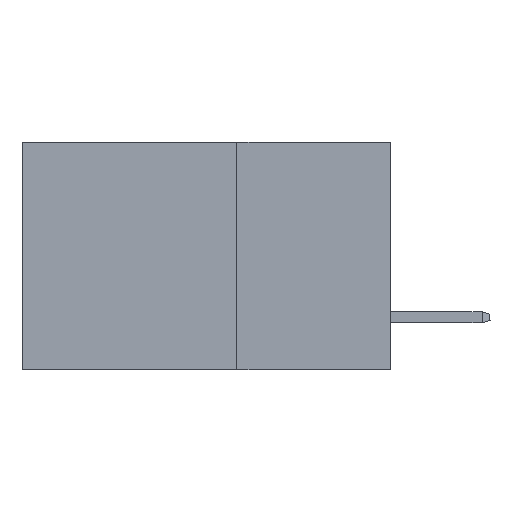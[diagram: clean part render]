
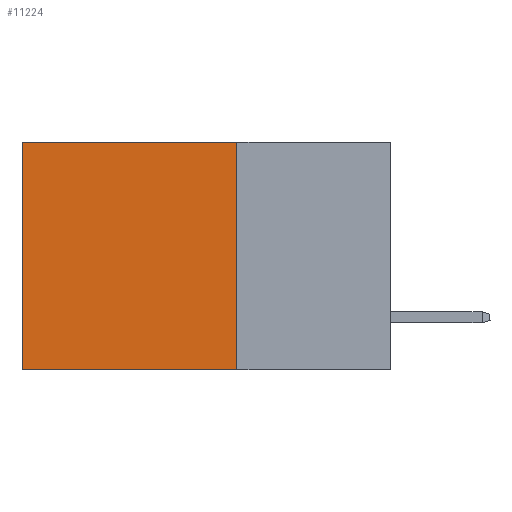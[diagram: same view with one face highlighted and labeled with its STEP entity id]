
A CAD part, left-side view. The second image highlights one B-rep face of the part: STEP entity #11224.
In plain terms, the highlighted planar face has unit normal (-1, 0, 0).
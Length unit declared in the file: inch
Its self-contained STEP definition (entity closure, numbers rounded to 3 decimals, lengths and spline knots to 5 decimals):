
#209 = EDGE_CURVE ( 'NONE', #4680, #24444, #21170, .T. ) ;
#2917 = EDGE_CURVE ( 'NONE', #9319, #4680, #5229, .T. ) ;
#3051 = VECTOR ( 'NONE', #18770, 39.37008 ) ;
#4364 = ORIENTED_EDGE ( 'NONE', *, *, #2917, .T. ) ;
#4511 = DIRECTION ( 'NONE',  ( 1., 0., 0. ) ) ;
#4680 = VERTEX_POINT ( 'NONE', #20547 ) ;
#4734 = DIRECTION ( 'NONE',  ( 0., 0., -1. ) ) ;
#4907 = LINE ( 'NONE', #17599, #9230 ) ;
#5229 = LINE ( 'NONE', #14535, #15763 ) ;
#6816 = CARTESIAN_POINT ( 'NONE',  ( 0.2875, 0.25, 0. ) ) ;
#7370 = LINE ( 'NONE', #17223, #16914 ) ;
#9230 = VECTOR ( 'NONE', #4734, 39.37008 ) ;
#9319 = VERTEX_POINT ( 'NONE', #6816 ) ;
#9694 = ORIENTED_EDGE ( 'NONE', *, *, #209, .T. ) ;
#9951 = EDGE_CURVE ( 'NONE', #11413, #24444, #7370, .T. ) ;
#11039 = PLANE ( 'NONE',  #27156 ) ;
#11122 = DIRECTION ( 'NONE',  ( 0., 0., -1. ) ) ;
#11224 = ADVANCED_FACE ( 'NONE', ( #11314 ), #11039, .F. ) ;
#11314 = FACE_OUTER_BOUND ( 'NONE', #18549, .T. ) ;
#11413 = VERTEX_POINT ( 'NONE', #24117 ) ;
#12259 = CARTESIAN_POINT ( 'NONE',  ( 0.2875, 0.6, 0. ) ) ;
#14535 = CARTESIAN_POINT ( 'NONE',  ( 0.2875, 0.25, 0. ) ) ;
#15763 = VECTOR ( 'NONE', #19267, 39.37008 ) ;
#16914 = VECTOR ( 'NONE', #23213, 39.37008 ) ;
#17223 = CARTESIAN_POINT ( 'NONE',  ( 0.2875, 0.25, -0.37 ) ) ;
#17599 = CARTESIAN_POINT ( 'NONE',  ( 0.2875, 0.25, 0. ) ) ;
#18549 = EDGE_LOOP ( 'NONE', ( #9694, #19365, #19118, #4364 ) ) ;
#18770 = DIRECTION ( 'NONE',  ( 0., 0., -1. ) ) ;
#19118 = ORIENTED_EDGE ( 'NONE', *, *, #23037, .F. ) ;
#19267 = DIRECTION ( 'NONE',  ( 0., 1., 0. ) ) ;
#19365 = ORIENTED_EDGE ( 'NONE', *, *, #9951, .F. ) ;
#19483 = CARTESIAN_POINT ( 'NONE',  ( 0.2875, 0.25, 0. ) ) ;
#20547 = CARTESIAN_POINT ( 'NONE',  ( 0.2875, 0.6, 0. ) ) ;
#21170 = LINE ( 'NONE', #12259, #3051 ) ;
#23037 = EDGE_CURVE ( 'NONE', #9319, #11413, #4907, .T. ) ;
#23213 = DIRECTION ( 'NONE',  ( 0., 1., 0. ) ) ;
#24117 = CARTESIAN_POINT ( 'NONE',  ( 0.2875, 0.25, -0.37 ) ) ;
#24444 = VERTEX_POINT ( 'NONE', #26058 ) ;
#26058 = CARTESIAN_POINT ( 'NONE',  ( 0.2875, 0.6, -0.37 ) ) ;
#27156 = AXIS2_PLACEMENT_3D ( 'NONE', #19483, #4511, #11122 ) ;
